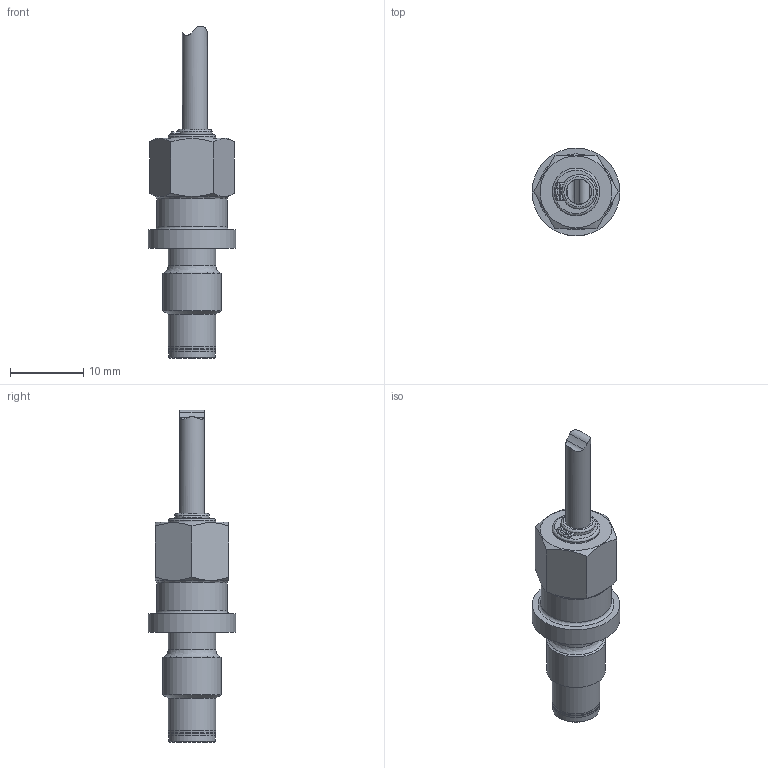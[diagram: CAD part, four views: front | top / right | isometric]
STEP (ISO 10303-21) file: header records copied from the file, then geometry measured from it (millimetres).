
FILE_DESCRIPTION (( 'STEP AP214' ), '1' );
FILE_NAME ('DW-AD-503-P8.STEP', '2022-09-06T10:46:20', ( '' ), ( '' ), 'SwSTEP 2.0', 'SolidWorks 2021', '' );
FILE_SCHEMA (( 'AUTOMOTIVE_DESIGN' ));
Length unit declared in the file: inch
Products named in the file (1): DW-AD-503-P8
Bounding box: 12 x 12 x 45.32 mm (x, y, z)
Volume: 2031.4 mm3; surface area: 1285.9 mm2
Topology: 1 solids, 1 shells, 88 faces, 188 edges, 109 vertices
Faces by surface type: plane 41, cylinder 21, cone 17, bspline 8, torus 1
Full cylindrical faces by diameter (mm): 3.4 x1, 3.45 x1, 6.4 x1, 6.5 x3, 8 x1, 9.6 x1, 9.9 x1, 12 x1
Entity records: 2779 total; most frequent: CARTESIAN_POINT 1092, DIRECTION 326, ORIENTED_EDGE 312, EDGE_CURVE 156, AXIS2_PLACEMENT_3D 133, EDGE_LOOP 120, FACE_OUTER_BOUND 107, VERTEX_POINT 102
